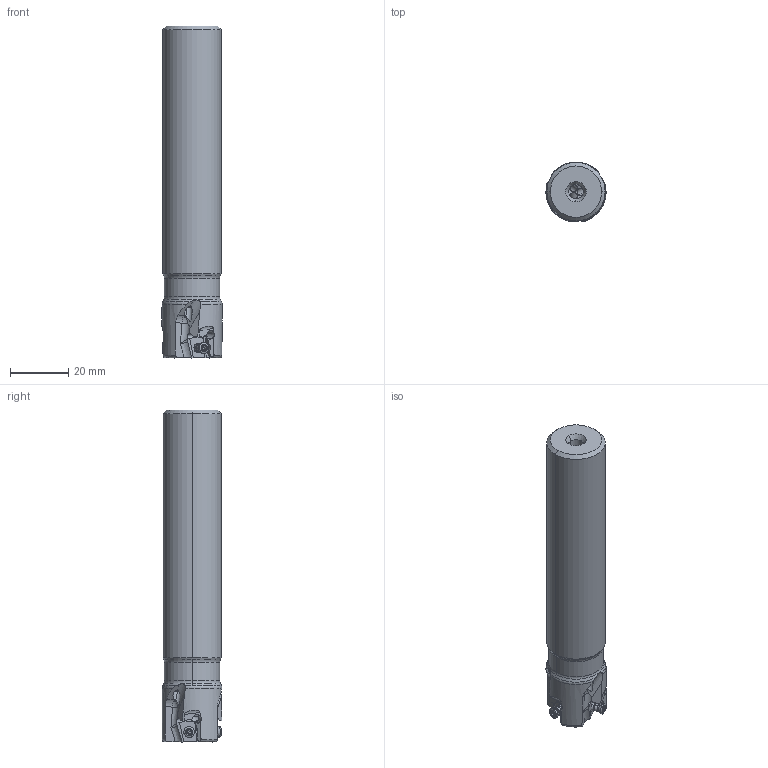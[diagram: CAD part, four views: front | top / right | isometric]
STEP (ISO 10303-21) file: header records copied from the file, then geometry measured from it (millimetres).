
FILE_DESCRIPTION(/* description */ (''),/* implementation_level */ '2;1');
FILE_NAME(/* name */ 'VPX200R2203SA20S.stp',/* time_stamp */ '2021-09-08T11:39:18+09:00',/* author */ (''),/* organization */ (''),/* preprocessor_version */ 'ST-DEVELOPER v16',/* originating_system */ 'SIEMENS PLM Software NX 10.0',/* authorisation */ '');
FILE_SCHEMA (('AUTOMOTIVE_DESIGN { 1 0 10303 214 3 1 1 1 }'));
Length unit declared in the file: millimetre
Products named in the file (1): VPX200R2203SA20S_ASM_ASM
Bounding box: 20.6 x 20.45 x 113.8 mm (x, y, z)
Volume: 32591.8 mm3; surface area: 10081 mm2
Topology: 4 solids, 4 shells, 329 faces, 932 edges, 604 vertices
Faces by surface type: cylinder 137, plane 90, cone 46, torus 29, extrusion 12, bspline 9, sphere 6
Entity records: 14850 total; most frequent: CARTESIAN_POINT 6444, ORIENTED_EDGE 1832, DIRECTION 1648, EDGE_CURVE 916, AXIS2_PLACEMENT_3D 665, VERTEX_POINT 598, EDGE_LOOP 344, ADVANCED_FACE 329
